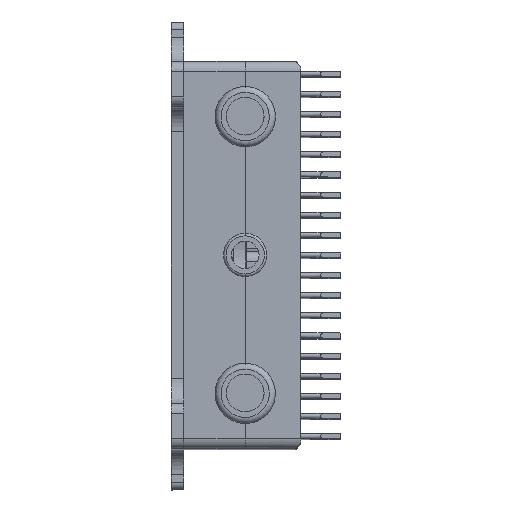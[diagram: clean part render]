
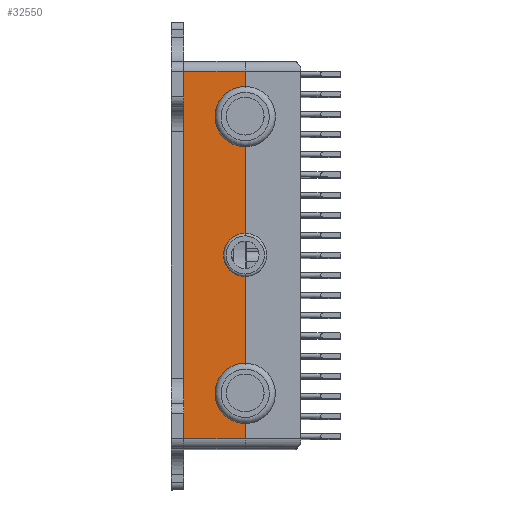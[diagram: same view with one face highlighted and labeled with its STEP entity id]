
A CAD part, top view. The second image highlights one B-rep face of the part: STEP entity #32550.
In plain terms, the highlighted face is planar.
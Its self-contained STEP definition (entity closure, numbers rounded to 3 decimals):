
#1038=CIRCLE('',#35014,4.5);
#1039=CIRCLE('',#35016,3.65);
#1040=CIRCLE('',#35017,4.5);
#3004=FACE_OUTER_BOUND('',#4760,.T.);
#4760=EDGE_LOOP('',(#27551,#27552,#27553,#27554,#27555,#27556,#27557,#27558,
#27559,#27560));
#8269=LINE('',#52015,#11979);
#8333=LINE('',#52194,#12043);
#8364=LINE('',#52292,#12074);
#8365=LINE('',#52293,#12075);
#8366=LINE('',#52294,#12076);
#8367=LINE('',#52296,#12077);
#8368=LINE('',#52300,#12078);
#11979=VECTOR('',#42185,73.);
#12043=VECTOR('',#42339,4.496);
#12074=VECTOR('',#42434,4.496);
#12075=VECTOR('',#42435,12.2);
#12076=VECTOR('',#42436,12.2);
#12077=VECTOR('',#42437,19.354);
#12078=VECTOR('',#42440,19.354);
#15067=VERTEX_POINT('',#52012);
#15068=VERTEX_POINT('',#52014);
#15137=VERTEX_POINT('',#52191);
#15138=VERTEX_POINT('',#52193);
#15171=VERTEX_POINT('',#52286);
#15172=VERTEX_POINT('',#52290);
#15173=VERTEX_POINT('',#52291);
#15174=VERTEX_POINT('',#52295);
#15175=VERTEX_POINT('',#52297);
#15176=VERTEX_POINT('',#52299);
#19302=EDGE_CURVE('',#15068,#15067,#8269,.T.);
#19393=EDGE_CURVE('',#15138,#15137,#8333,.T.);
#19441=EDGE_CURVE('',#15137,#15171,#1038,.T.);
#19442=EDGE_CURVE('',#15172,#15173,#8364,.T.);
#19443=EDGE_CURVE('',#15068,#15173,#8365,.T.);
#19444=EDGE_CURVE('',#15138,#15067,#8366,.T.);
#19445=EDGE_CURVE('',#15171,#15174,#8367,.T.);
#19446=EDGE_CURVE('',#15174,#15175,#1039,.T.);
#19447=EDGE_CURVE('',#15175,#15176,#8368,.T.);
#19448=EDGE_CURVE('',#15176,#15172,#1040,.T.);
#27551=ORIENTED_EDGE('',*,*,#19442,.T.);
#27552=ORIENTED_EDGE('',*,*,#19443,.F.);
#27553=ORIENTED_EDGE('',*,*,#19302,.T.);
#27554=ORIENTED_EDGE('',*,*,#19444,.F.);
#27555=ORIENTED_EDGE('',*,*,#19393,.T.);
#27556=ORIENTED_EDGE('',*,*,#19441,.T.);
#27557=ORIENTED_EDGE('',*,*,#19445,.T.);
#27558=ORIENTED_EDGE('',*,*,#19446,.T.);
#27559=ORIENTED_EDGE('',*,*,#19447,.T.);
#27560=ORIENTED_EDGE('',*,*,#19448,.T.);
#31153=PLANE('',#35015);
#32550=ADVANCED_FACE('',(#3004),#31153,.T.);
#35014=AXIS2_PLACEMENT_3D('',#52288,#42430,#42431);
#35015=AXIS2_PLACEMENT_3D('',#52289,#42432,#42433);
#35016=AXIS2_PLACEMENT_3D('',#52298,#42438,#42439);
#35017=AXIS2_PLACEMENT_3D('',#52301,#42441,#42442);
#42185=DIRECTION('',(1.,0.,0.));
#42339=DIRECTION('',(-1.,0.,0.));
#42430=DIRECTION('center_axis',(0.,-1.,0.));
#42431=DIRECTION('ref_axis',(1.,0.,0.));
#42432=DIRECTION('center_axis',(0.,1.,0.));
#42433=DIRECTION('ref_axis',(1.,0.,0.));
#42434=DIRECTION('',(-1.,0.,0.));
#42435=DIRECTION('',(0.,0.,-1.));
#42436=DIRECTION('',(0.,0.,1.));
#42437=DIRECTION('',(-1.,0.,0.));
#42438=DIRECTION('center_axis',(0.,-1.,0.));
#42439=DIRECTION('ref_axis',(1.,0.,0.));
#42440=DIRECTION('',(-1.,0.,0.));
#42441=DIRECTION('center_axis',(0.,-1.,0.));
#42442=DIRECTION('ref_axis',(1.,0.,0.));
#52012=CARTESIAN_POINT('',(126.467,-109.418,22.951));
#52014=CARTESIAN_POINT('',(53.467,-109.418,22.951));
#52015=CARTESIAN_POINT('',(53.467,-109.418,22.951));
#52191=CARTESIAN_POINT('',(121.971,-109.418,10.751));
#52193=CARTESIAN_POINT('',(126.467,-109.418,10.751));
#52194=CARTESIAN_POINT('',(126.467,-109.418,10.751));
#52286=CARTESIAN_POINT('',(112.971,-109.418,10.751));
#52288=CARTESIAN_POINT('Origin',(117.471,-109.418,10.751));
#52289=CARTESIAN_POINT('Origin',(44.307,-109.418,19.311));
#52290=CARTESIAN_POINT('',(57.963,-109.418,10.751));
#52291=CARTESIAN_POINT('',(53.467,-109.418,10.751));
#52292=CARTESIAN_POINT('',(57.963,-109.418,10.751));
#52293=CARTESIAN_POINT('',(53.467,-109.418,22.951));
#52294=CARTESIAN_POINT('',(126.467,-109.418,10.751));
#52295=CARTESIAN_POINT('',(93.617,-109.418,10.751));
#52296=CARTESIAN_POINT('',(112.971,-109.418,10.751));
#52297=CARTESIAN_POINT('',(86.317,-109.418,10.751));
#52298=CARTESIAN_POINT('Origin',(89.967,-109.418,10.751));
#52299=CARTESIAN_POINT('',(66.963,-109.418,10.751));
#52300=CARTESIAN_POINT('',(86.317,-109.418,10.751));
#52301=CARTESIAN_POINT('Origin',(62.463,-109.418,10.751));
